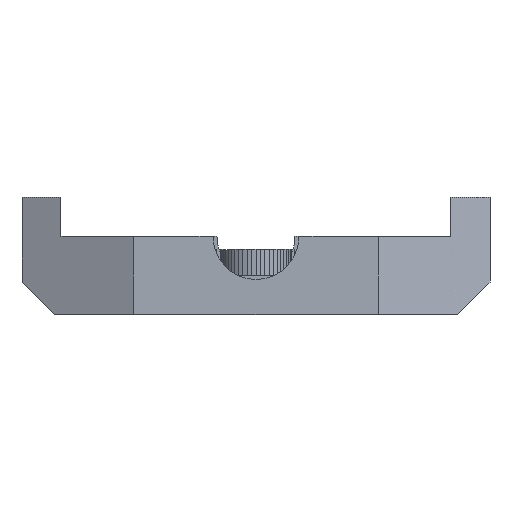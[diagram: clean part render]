
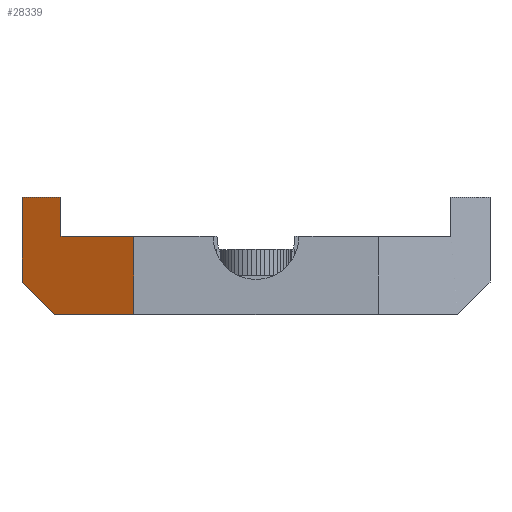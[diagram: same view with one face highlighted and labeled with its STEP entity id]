
A CAD part, front view. The second image highlights one B-rep face of the part: STEP entity #28339.
In plain terms, the highlighted planar face has unit normal (-0.423, -0.906, 0).
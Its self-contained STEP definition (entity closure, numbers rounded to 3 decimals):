
#28091 = VERTEX_POINT('',#28092);
#28092 = CARTESIAN_POINT('',(-18.,8.,9.));
#28098 = EDGE_CURVE('',#28091,#28099,#28101,.T.);
#28099 = VERTEX_POINT('',#28100);
#28100 = CARTESIAN_POINT('',(-18.,8.,2.485));
#28101 = LINE('',#28102,#28103);
#28102 = CARTESIAN_POINT('',(-18.,8.,10.));
#28103 = VECTOR('',#28104,1.);
#28104 = DIRECTION('',(0.,0.,-1.));
#28320 = EDGE_CURVE('',#28321,#28099,#28323,.T.);
#28321 = VERTEX_POINT('',#28322);
#28322 = CARTESIAN_POINT('',(-15.515,6.841,
    0.));
#28323 = LINE('',#28324,#28325);
#28324 = CARTESIAN_POINT('',(-23.641,10.63,
    8.126));
#28325 = VECTOR('',#28326,1.);
#28326 = DIRECTION('',(-0.672,0.313,0.672));
#28339 = ADVANCED_FACE('',(#28340),#28382,.T.);
#28340 = FACE_BOUND('',#28341,.T.);
#28341 = EDGE_LOOP('',(#28342,#28350,#28351,#28352,#28360,#28368,#28376)
  );
#28342 = ORIENTED_EDGE('',*,*,#28343,.T.);
#28343 = EDGE_CURVE('',#28344,#28091,#28346,.T.);
#28344 = VERTEX_POINT('',#28345);
#28345 = CARTESIAN_POINT('',(-15.,6.601,9.));
#28346 = LINE('',#28347,#28348);
#28347 = CARTESIAN_POINT('',(-24.128,10.858,9.));
#28348 = VECTOR('',#28349,1.);
#28349 = DIRECTION('',(-0.906,0.423,
    0.));
#28350 = ORIENTED_EDGE('',*,*,#28098,.T.);
#28351 = ORIENTED_EDGE('',*,*,#28320,.F.);
#28352 = ORIENTED_EDGE('',*,*,#28353,.F.);
#28353 = EDGE_CURVE('',#28354,#28321,#28356,.T.);
#28354 = VERTEX_POINT('',#28355);
#28355 = CARTESIAN_POINT('',(-9.422,4.,0.));
#28356 = LINE('',#28357,#28358);
#28357 = CARTESIAN_POINT('',(-24.128,10.858,
    0.));
#28358 = VECTOR('',#28359,1.);
#28359 = DIRECTION('',(-0.906,0.423,
    0.));
#28360 = ORIENTED_EDGE('',*,*,#28361,.F.);
#28361 = EDGE_CURVE('',#28362,#28354,#28364,.T.);
#28362 = VERTEX_POINT('',#28363);
#28363 = CARTESIAN_POINT('',(-9.422,4.,6.));
#28364 = LINE('',#28365,#28366);
#28365 = CARTESIAN_POINT('',(-9.422,4.,9.5));
#28366 = VECTOR('',#28367,1.);
#28367 = DIRECTION('',(0.,0.,-1.));
#28368 = ORIENTED_EDGE('',*,*,#28369,.T.);
#28369 = EDGE_CURVE('',#28362,#28370,#28372,.T.);
#28370 = VERTEX_POINT('',#28371);
#28371 = CARTESIAN_POINT('',(-15.,6.601,6.));
#28372 = LINE('',#28373,#28374);
#28373 = CARTESIAN_POINT('',(-20.024,8.944,6.));
#28374 = VECTOR('',#28375,1.);
#28375 = DIRECTION('',(-0.906,0.423,
    0.));
#28376 = ORIENTED_EDGE('',*,*,#28377,.F.);
#28377 = EDGE_CURVE('',#28344,#28370,#28378,.T.);
#28378 = LINE('',#28379,#28380);
#28379 = CARTESIAN_POINT('',(-15.,6.601,12.5));
#28380 = VECTOR('',#28381,1.);
#28381 = DIRECTION('',(0.,0.,-1.));
#28382 = PLANE('',#28383);
#28383 = AXIS2_PLACEMENT_3D('',#28384,#28385,#28386);
#28384 = CARTESIAN_POINT('',(-18.,8.,10.));
#28385 = DIRECTION('',(-0.423,-0.906,
    0.));
#28386 = DIRECTION('',(0.,0.,-1.));
